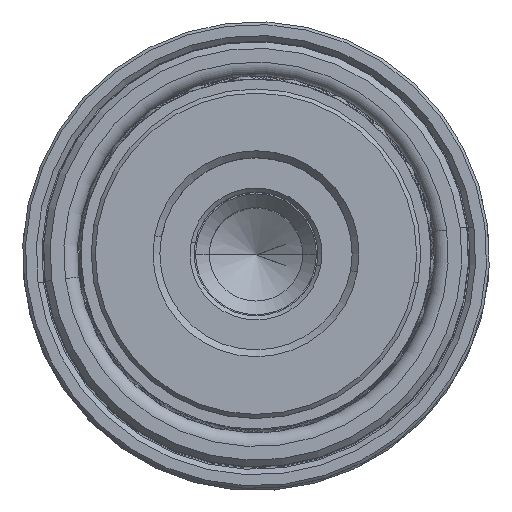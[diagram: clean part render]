
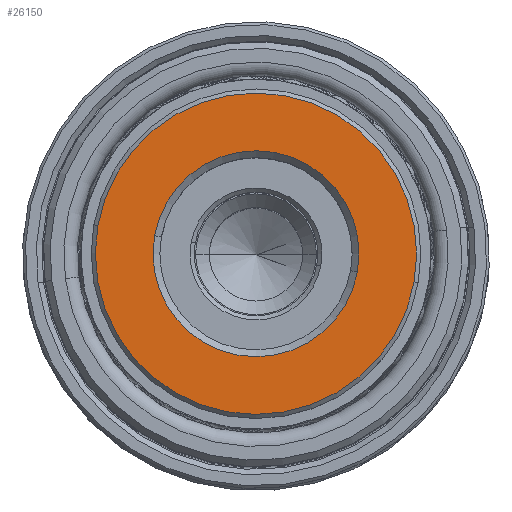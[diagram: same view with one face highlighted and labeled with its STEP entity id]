
A CAD part, top view. The second image highlights one B-rep face of the part: STEP entity #26150.
In plain terms, the highlighted face is planar.
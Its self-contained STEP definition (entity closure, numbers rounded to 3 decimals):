
#241 = CARTESIAN_POINT ( 'NONE',  ( 0., 0., 0. ) ) ;
#371 = PLANE ( 'NONE',  #18246 ) ;
#2626 = EDGE_CURVE ( 'NONE', #6404, #19536, #17225, .T. ) ;
#3416 = DIRECTION ( 'NONE',  ( 1., 0., 0. ) ) ;
#4888 = CARTESIAN_POINT ( 'NONE',  ( 0., 0., 0. ) ) ;
#4936 = CIRCLE ( 'NONE', #37864, 7.5 ) ;
#5008 = AXIS2_PLACEMENT_3D ( 'NONE', #10028, #30980, #13029 ) ;
#6404 = VERTEX_POINT ( 'NONE', #12684 ) ;
#6986 = AXIS2_PLACEMENT_3D ( 'NONE', #14351, #35326, #17377 ) ;
#7350 = ORIENTED_EDGE ( 'NONE', *, *, #13620, .T. ) ;
#7897 = ORIENTED_EDGE ( 'NONE', *, *, #30194, .T. ) ;
#7904 = DIRECTION ( 'NONE',  ( 1., 0., 0. ) ) ;
#9614 = AXIS2_PLACEMENT_3D ( 'NONE', #13132, #34084, #16143 ) ;
#10028 = CARTESIAN_POINT ( 'NONE',  ( 0., 0., 0. ) ) ;
#12684 = CARTESIAN_POINT ( 'NONE',  ( -11.7, 0., 0. ) ) ;
#13029 = DIRECTION ( 'NONE',  ( 1., 0., 0. ) ) ;
#13132 = CARTESIAN_POINT ( 'NONE',  ( 0., 0., 0. ) ) ;
#13620 = EDGE_CURVE ( 'NONE', #33348, #22242, #4936, .T. ) ;
#14056 = FACE_OUTER_BOUND ( 'NONE', #35124, .T. ) ;
#14351 = CARTESIAN_POINT ( 'NONE',  ( 0., 0., 0. ) ) ;
#14863 = EDGE_LOOP ( 'NONE', ( #7350, #7897 ) ) ;
#16129 = ORIENTED_EDGE ( 'NONE', *, *, #35191, .T. ) ;
#16143 = DIRECTION ( 'NONE',  ( 1., 0., 0. ) ) ;
#16942 = ORIENTED_EDGE ( 'NONE', *, *, #2626, .T. ) ;
#17225 = CIRCLE ( 'NONE', #9614, 11.7 ) ;
#17302 = CARTESIAN_POINT ( 'NONE',  ( -7.5, 0., 0. ) ) ;
#17377 = DIRECTION ( 'NONE',  ( 1., 0., 0. ) ) ;
#18246 = AXIS2_PLACEMENT_3D ( 'NONE', #241, #21390, #3416 ) ;
#18593 = CIRCLE ( 'NONE', #6986, 7.5 ) ;
#18656 = CIRCLE ( 'NONE', #5008, 11.7 ) ;
#19536 = VERTEX_POINT ( 'NONE', #20545 ) ;
#20155 = FACE_BOUND ( 'NONE', #14863, .T. ) ;
#20354 = CARTESIAN_POINT ( 'NONE',  ( 7.5, 0., 0. ) ) ;
#20545 = CARTESIAN_POINT ( 'NONE',  ( 11.7, 0., 0. ) ) ;
#21390 = DIRECTION ( 'NONE',  ( 0., 0., 1. ) ) ;
#22242 = VERTEX_POINT ( 'NONE', #20354 ) ;
#25862 = DIRECTION ( 'NONE',  ( 0., 0., 1. ) ) ;
#26150 = ADVANCED_FACE ( 'NONE', ( #14056, #20155 ), #371, .F. ) ;
#30194 = EDGE_CURVE ( 'NONE', #22242, #33348, #18593, .T. ) ;
#30980 = DIRECTION ( 'NONE',  ( 0., 0., -1. ) ) ;
#33348 = VERTEX_POINT ( 'NONE', #17302 ) ;
#34084 = DIRECTION ( 'NONE',  ( 0., 0., -1. ) ) ;
#35124 = EDGE_LOOP ( 'NONE', ( #16129, #16942 ) ) ;
#35191 = EDGE_CURVE ( 'NONE', #19536, #6404, #18656, .T. ) ;
#35326 = DIRECTION ( 'NONE',  ( 0., 0., 1. ) ) ;
#37864 = AXIS2_PLACEMENT_3D ( 'NONE', #4888, #25862, #7904 ) ;
